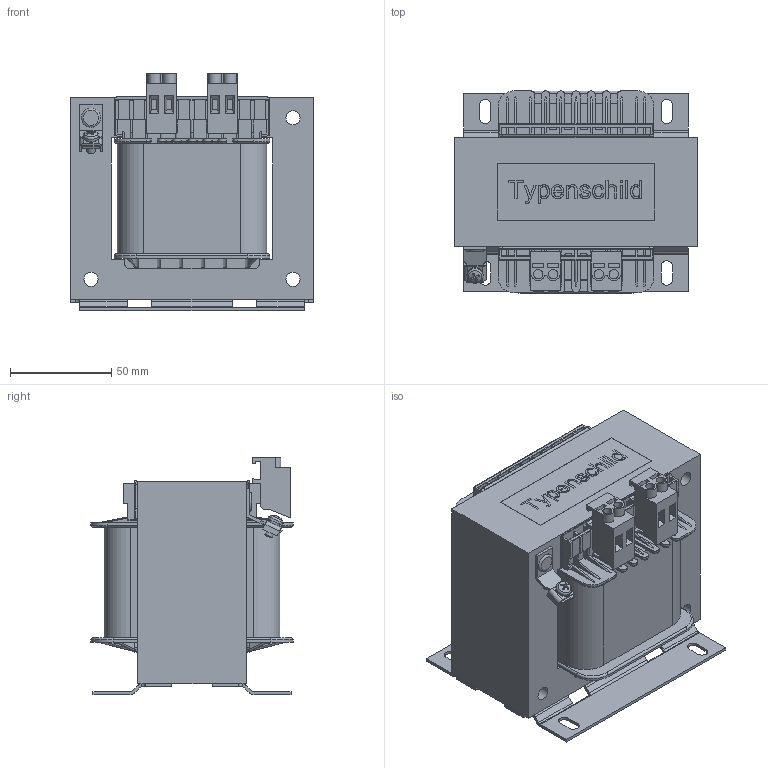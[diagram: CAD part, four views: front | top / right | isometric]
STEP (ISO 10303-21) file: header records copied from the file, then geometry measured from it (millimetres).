
FILE_DESCRIPTION(/* description */ (''),/* implementation_level */ '2;1');
FILE_NAME(/* name */ 'STENE0.4.stp',/* time_stamp */ '2020-05-07T14:06:44+02:00',/* author */ ('TrapT'),/* organization */ (''),/* preprocessor_version */ 'ST-DEVELOPER v17.2',/* originating_system */ 'Autodesk Inventor 2019',/* authorisation */ '');
FILE_SCHEMA (('AUTOMOTIVE_DESIGN { 1 0 10303 214 3 1 1 }'));
Length unit declared in the file: millimetre
Products named in the file (1): Bauteil2
Bounding box: 120.3 x 100 x 117.5 mm (x, y, z)
Volume: 789382 mm3; surface area: 130980.9 mm2
Topology: 1 solids, 1 shells, 1072 faces, 3086 edges, 1996 vertices
Faces by surface type: plane 653, cylinder 268, bspline 93, torus 46, cone 11, sphere 1
Full cylindrical faces by diameter (mm): 4 x1, 4.5 x4, 4.8 x1, 5 x1, 7 x4, 9.5 x1
Entity records: 37567 total; most frequent: CARTESIAN_POINT 8294, ORIENTED_EDGE 6166, DIRECTION 5531, EDGE_CURVE 3083, LINE 2171, VECTOR 2171, VERTEX_POINT 1996, AXIS2_PLACEMENT_3D 1680
